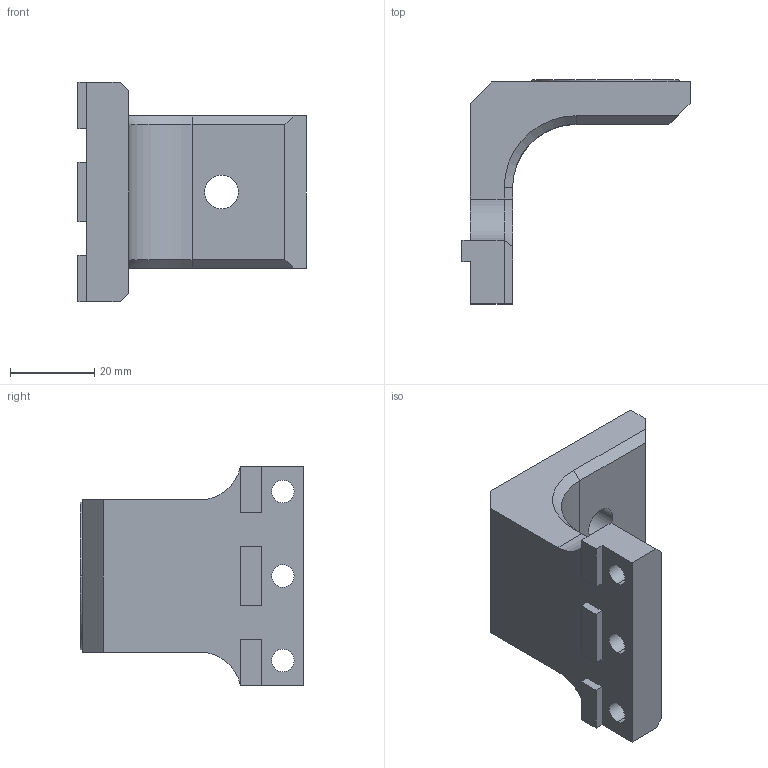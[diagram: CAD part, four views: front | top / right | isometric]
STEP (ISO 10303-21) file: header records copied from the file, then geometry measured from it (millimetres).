
FILE_DESCRIPTION (( 'STEP AP214' ), '1' );
FILE_NAME ('5-TasseauInférieur.STEP', '2022-08-15T18:41:48', ( '' ), ( '' ), 'SwSTEP 2.0', 'SolidWorks 2019', '' );
FILE_SCHEMA (( 'AUTOMOTIVE_DESIGN' ));
Length unit declared in the file: millimetre
Products named in the file (1): 5-TasseauInférieur
Bounding box: 54 x 53 x 52 mm (x, y, z)
Volume: 36989.8 mm3; surface area: 10418.1 mm2
Topology: 1 solids, 1 shells, 49 faces, 125 edges, 80 vertices
Faces by surface type: plane 32, cylinder 13, cone 4
Entity records: 1521 total; most frequent: CARTESIAN_POINT 261, DIRECTION 253, ORIENTED_EDGE 250, EDGE_CURVE 125, LINE 93, VECTOR 93, VERTEX_POINT 80, AXIS2_PLACEMENT_3D 80
